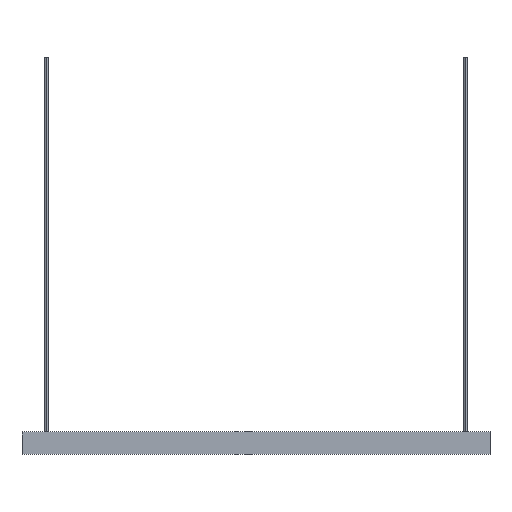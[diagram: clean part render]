
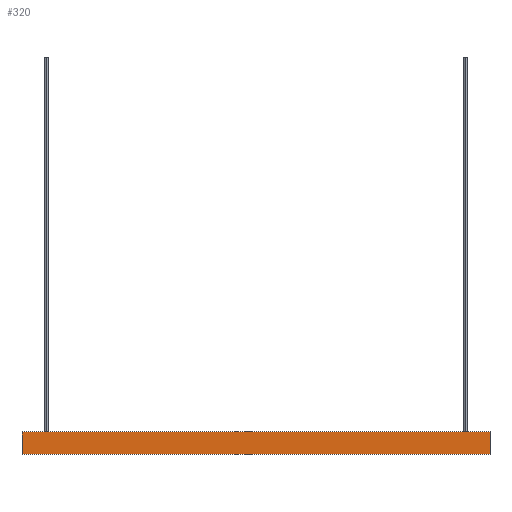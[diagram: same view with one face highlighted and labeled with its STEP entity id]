
A CAD part, top view. The second image highlights one B-rep face of the part: STEP entity #320.
In plain terms, the highlighted planar face has unit normal (0, 0, 1).
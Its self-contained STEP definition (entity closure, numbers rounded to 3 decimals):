
#18 = EDGE_CURVE ( 'NONE', #222, #286, #333, .T. ) ;
#19 = FACE_OUTER_BOUND ( 'NONE', #351, .T. ) ;
#25 = CARTESIAN_POINT ( 'NONE',  ( -90.016, 60., 40.633 ) ) ;
#56 = ORIENTED_EDGE ( 'NONE', *, *, #195, .T. ) ;
#78 = ORIENTED_EDGE ( 'NONE', *, *, #168, .T. ) ;
#79 = VERTEX_POINT ( 'NONE', #244 ) ;
#83 = CARTESIAN_POINT ( 'NONE',  ( 1159.984, 60., 40.633 ) ) ;
#129 = LINE ( 'NONE', #426, #216 ) ;
#159 = ORIENTED_EDGE ( 'NONE', *, *, #204, .F. ) ;
#168 = EDGE_CURVE ( 'NONE', #222, #79, #410, .T. ) ;
#170 = AXIS2_PLACEMENT_3D ( 'NONE', #433, #430, #395 ) ;
#195 = EDGE_CURVE ( 'NONE', #79, #368, #129, .T. ) ;
#204 = EDGE_CURVE ( 'NONE', #286, #368, #328, .T. ) ;
#216 = VECTOR ( 'NONE', #352, 1000. ) ;
#222 = VERTEX_POINT ( 'NONE', #291 ) ;
#244 = CARTESIAN_POINT ( 'NONE',  ( -90.016, 0., 40.633 ) ) ;
#254 = VECTOR ( 'NONE', #404, 1000. ) ;
#286 = VERTEX_POINT ( 'NONE', #83 ) ;
#291 = CARTESIAN_POINT ( 'NONE',  ( -90.016, 60., 40.633 ) ) ;
#302 = CARTESIAN_POINT ( 'NONE',  ( 1159.984, 0., 40.633 ) ) ;
#309 = VECTOR ( 'NONE', #384, 1000. ) ;
#320 = ADVANCED_FACE ( 'NONE', ( #19 ), #429, .F. ) ;
#328 = LINE ( 'NONE', #361, #309 ) ;
#333 = LINE ( 'NONE', #25, #254 ) ;
#351 = EDGE_LOOP ( 'NONE', ( #56, #159, #414, #78 ) ) ;
#352 = DIRECTION ( 'NONE',  ( 1., 0., 0. ) ) ;
#361 = CARTESIAN_POINT ( 'NONE',  ( 1159.984, 60., 40.633 ) ) ;
#368 = VERTEX_POINT ( 'NONE', #302 ) ;
#384 = DIRECTION ( 'NONE',  ( 0., -1., 0. ) ) ;
#395 = DIRECTION ( 'NONE',  ( -1., 0., 0. ) ) ;
#398 = VECTOR ( 'NONE', #400, 1000. ) ;
#400 = DIRECTION ( 'NONE',  ( 0., -1., 0. ) ) ;
#404 = DIRECTION ( 'NONE',  ( 1., 0., 0. ) ) ;
#410 = LINE ( 'NONE', #441, #398 ) ;
#414 = ORIENTED_EDGE ( 'NONE', *, *, #18, .F. ) ;
#426 = CARTESIAN_POINT ( 'NONE',  ( -90.016, 0., 40.633 ) ) ;
#429 = PLANE ( 'NONE',  #170 ) ;
#430 = DIRECTION ( 'NONE',  ( 0., 0., -1. ) ) ;
#433 = CARTESIAN_POINT ( 'NONE',  ( -90.016, 60., 40.633 ) ) ;
#441 = CARTESIAN_POINT ( 'NONE',  ( -90.016, 60., 40.633 ) ) ;
